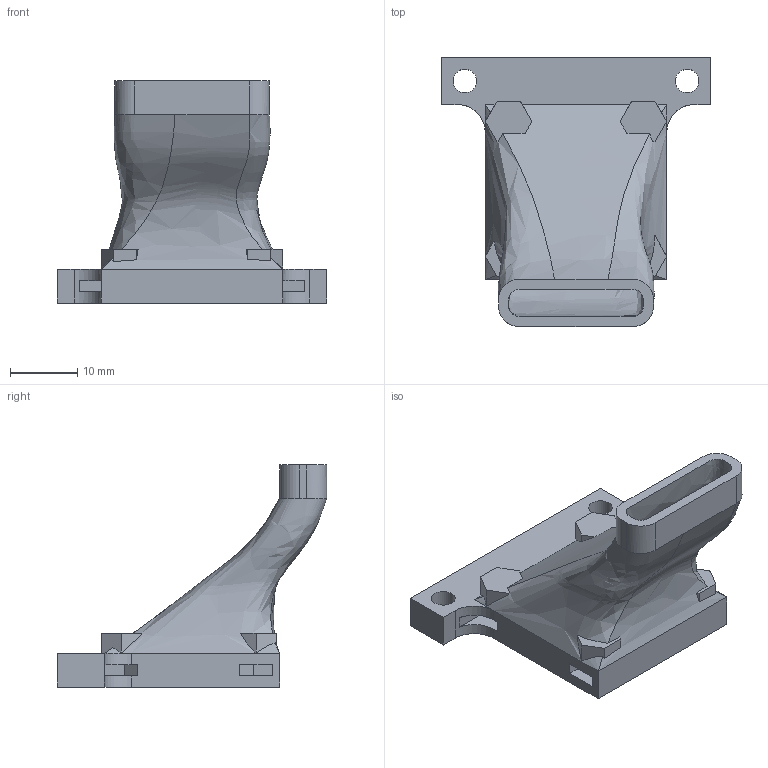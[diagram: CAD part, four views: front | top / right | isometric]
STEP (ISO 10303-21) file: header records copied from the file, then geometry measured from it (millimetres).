
FILE_DESCRIPTION(/* description */ ('Alibre Inc.'),/* implementation_level */ '2;1');
FILE_NAME(/* name */ 'export0',/* time_stamp */ '2012-06-16T12:05:28-04:00',/* author */ (''),/* organization */ (''),/* preprocessor_version */ 'ST-DEVELOPER v14',/* originating_system */ 'Alibre',/* authorisation */ '');
FILE_SCHEMA (('ALIBRE_SCHEMA','CONFIG_CONTROL_DESIGN'));
Length unit declared in the file: centimetre
Products named in the file (1): ID_1
Bounding box: 40 x 40 x 33 mm (x, y, z)
Volume: 5356.8 mm3; surface area: 6428.9 mm2
Topology: 1 solids, 1 shells, 119 faces, 345 edges, 234 vertices
Faces by surface type: plane 82, cylinder 20, bspline 17
Full cylindrical faces by diameter (mm): 2.75 x8, 3.5 x2
Entity records: 17766 total; most frequent: CARTESIAN_POINT 9009, CONSTRAINTPAIRUV 928, REFERENCEDEPENDENTUV 808, DIRECTION 679, ORIENTED_EDGE 654, REFERENCEPOINTUV 610, VECTOR 484, PERSISTANTTOPOLOGYATTRIBUTE 459
